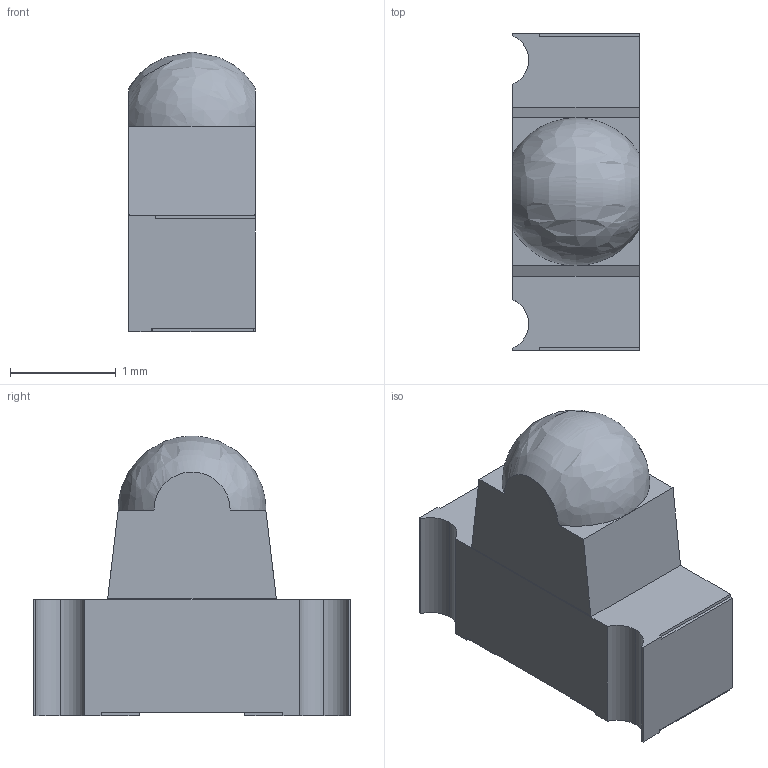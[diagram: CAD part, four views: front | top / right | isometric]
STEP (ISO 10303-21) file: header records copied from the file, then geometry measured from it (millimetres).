
FILE_DESCRIPTION (( 'STEP AP214' ), '1' );
FILE_NAME ('LED IR 3010 Hor - SFH 4045N.STEP', '2022-09-05T14:47:15', ( 'Elessar' ), ( '' ), 'SwSTEP 2.0', 'SolidWorks 2018', '' );
FILE_SCHEMA (( 'AUTOMOTIVE_DESIGN' ));
Length unit declared in the file: millimetre
Products named in the file (1): LED IR 3010 Hor - SFH 4045N
Bounding box: 1.2 x 3 x 2.65 mm (x, y, z)
Volume: 6 mm3; surface area: 22.5 mm2
Topology: 1 solids, 1 shells, 52 faces, 146 edges, 94 vertices
Faces by surface type: plane 41, cylinder 10, bspline 1
Entity records: 2184 total; most frequent: CARTESIAN_POINT 378, ORIENTED_EDGE 288, DIRECTION 258, EDGE_CURVE 144, LINE 118, VECTOR 118, VERTEX_POINT 94, AXIS2_PLACEMENT_3D 70
